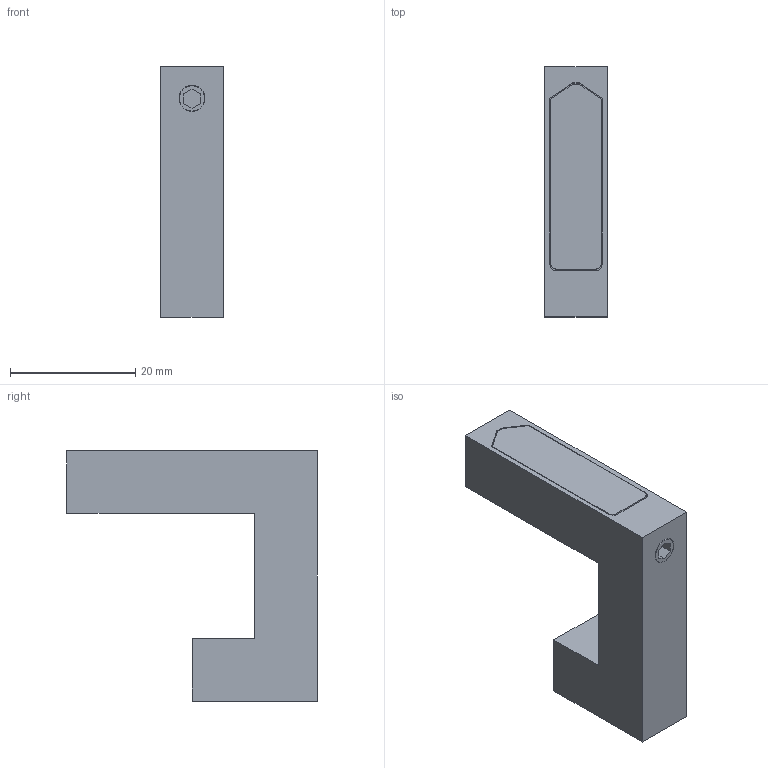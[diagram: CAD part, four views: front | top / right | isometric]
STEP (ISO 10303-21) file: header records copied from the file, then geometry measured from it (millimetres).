
FILE_DESCRIPTION(/* description */ (''),/* implementation_level */ '2;1');
FILE_NAME(/* name */ 'WZ-K2201.stp',/* time_stamp */ '2024-10-28T11:04:50+01:00',/* author */ ('tomaszw'),/* organization */ (''),/* preprocessor_version */ 'ST-DEVELOPER v20',/* originating_system */ 'Autodesk Inventor 2025',/* authorisation */ '');
FILE_SCHEMA (('AUTOMOTIVE_DESIGN { 1 0 10303 214 3 1 1 }'));
Length unit declared in the file: millimetre
Products named in the file (1): WZ-K2202
Bounding box: 10 x 40 x 40 mm (x, y, z)
Volume: 7857.3 mm3; surface area: 5105.7 mm2
Topology: 3 solids, 3 shells, 48 faces, 120 edges, 80 vertices
Faces by surface type: plane 42, cylinder 6
Full cylindrical faces by diameter (mm): 4.071 x1, 4.134 x1
Entity records: 1461 total; most frequent: CARTESIAN_POINT 249, ORIENTED_EDGE 240, DIRECTION 230, EDGE_CURVE 120, LINE 108, VECTOR 108, VERTEX_POINT 80, AXIS2_PLACEMENT_3D 61
